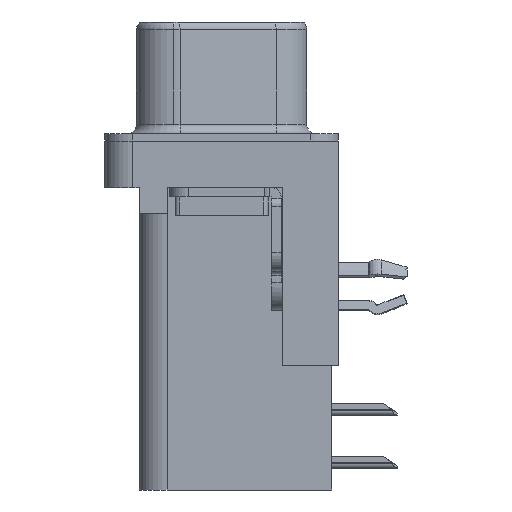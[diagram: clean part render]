
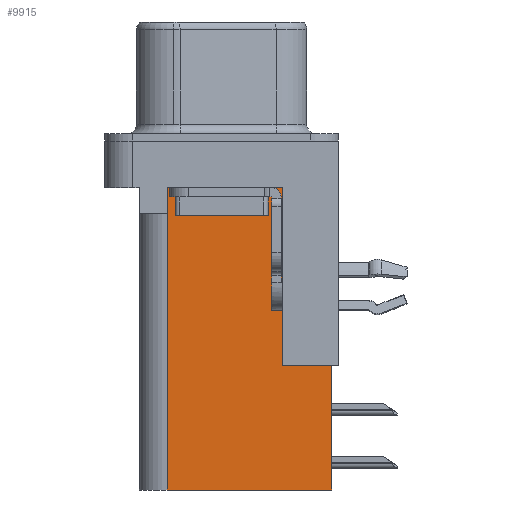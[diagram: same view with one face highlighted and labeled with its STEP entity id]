
A CAD part, left-side view. The second image highlights one B-rep face of the part: STEP entity #9915.
In plain terms, the highlighted planar face has unit normal (-1, 0, 0).
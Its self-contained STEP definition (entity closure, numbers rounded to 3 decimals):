
#386 = CARTESIAN_POINT ( 'NONE',  ( 3.79, -3.295, -18.76 ) ) ;
#731 = CARTESIAN_POINT ( 'NONE',  ( 3.79, -5.925, -2. ) ) ;
#897 = LINE ( 'NONE', #7648, #5478 ) ;
#1715 = CARTESIAN_POINT ( 'NONE',  ( 3.79, 2.925, -18.76 ) ) ;
#2043 = VECTOR ( 'NONE', #6931, 1000. ) ;
#2624 = EDGE_CURVE ( 'NONE', #21852, #23043, #8657, .T. ) ;
#3421 = VECTOR ( 'NONE', #22872, 1000. ) ;
#3470 = CARTESIAN_POINT ( 'NONE',  ( 3.79, -3.295, -12.05 ) ) ;
#3541 = LINE ( 'NONE', #731, #4229 ) ;
#3938 = LINE ( 'NONE', #7947, #20766 ) ;
#4229 = VECTOR ( 'NONE', #14032, 1000. ) ;
#5083 = CARTESIAN_POINT ( 'NONE',  ( 3.79, -3.295, -18.76 ) ) ;
#5478 = VECTOR ( 'NONE', #5693, 1000. ) ;
#5693 = DIRECTION ( 'NONE',  ( 0., 1., 0. ) ) ;
#5853 = ORIENTED_EDGE ( 'NONE', *, *, #2624, .T. ) ;
#6308 = VERTEX_POINT ( 'NONE', #17445 ) ;
#6512 = CARTESIAN_POINT ( 'NONE',  ( 3.79, 2.895, -3.9 ) ) ;
#6931 = DIRECTION ( 'NONE',  ( 0., 1., 0. ) ) ;
#6985 = VERTEX_POINT ( 'NONE', #22007 ) ;
#7340 = DIRECTION ( 'NONE',  ( 1., 0., 0. ) ) ;
#7525 = EDGE_CURVE ( 'NONE', #7761, #21852, #897, .T. ) ;
#7648 = CARTESIAN_POINT ( 'NONE',  ( 3.79, -6.295, -12.05 ) ) ;
#7724 = CARTESIAN_POINT ( 'NONE',  ( 3.79, -3.295, -2.5 ) ) ;
#7761 = VERTEX_POINT ( 'NONE', #11276 ) ;
#7763 = CARTESIAN_POINT ( 'NONE',  ( 3.79, 2.895, -2.5 ) ) ;
#7817 = ORIENTED_EDGE ( 'NONE', *, *, #14946, .T. ) ;
#7947 = CARTESIAN_POINT ( 'NONE',  ( 3.79, 0., -3.9 ) ) ;
#8034 = LINE ( 'NONE', #20601, #24730 ) ;
#8657 = LINE ( 'NONE', #386, #3421 ) ;
#9420 = EDGE_CURVE ( 'NONE', #26902, #6985, #3938, .T. ) ;
#9473 = VECTOR ( 'NONE', #18321, 1000. ) ;
#9598 = ORIENTED_EDGE ( 'NONE', *, *, #7525, .T. ) ;
#9915 = ADVANCED_FACE ( 'NONE', ( #10539 ), #18257, .F. ) ;
#10539 = FACE_OUTER_BOUND ( 'NONE', #18889, .T. ) ;
#11276 = CARTESIAN_POINT ( 'NONE',  ( 3.79, -5.925, -12.05 ) ) ;
#11728 = CARTESIAN_POINT ( 'NONE',  ( 3.79, 2.895, -3.9 ) ) ;
#11997 = ORIENTED_EDGE ( 'NONE', *, *, #15408, .F. ) ;
#13926 = EDGE_CURVE ( 'NONE', #23246, #6985, #15290, .T. ) ;
#13952 = EDGE_CURVE ( 'NONE', #7761, #6308, #3541, .T. ) ;
#14032 = DIRECTION ( 'NONE',  ( 0., 0., -1. ) ) ;
#14602 = VERTEX_POINT ( 'NONE', #7763 ) ;
#14946 = EDGE_CURVE ( 'NONE', #23043, #14602, #8034, .T. ) ;
#15290 = LINE ( 'NONE', #26888, #9473 ) ;
#15408 = EDGE_CURVE ( 'NONE', #6308, #23246, #19636, .T. ) ;
#17445 = CARTESIAN_POINT ( 'NONE',  ( 3.79, -5.925, -18.76 ) ) ;
#17824 = CARTESIAN_POINT ( 'NONE',  ( 3.79, -3.295, -18.76 ) ) ;
#18032 = ORIENTED_EDGE ( 'NONE', *, *, #9420, .T. ) ;
#18205 = EDGE_CURVE ( 'NONE', #14602, #26902, #20129, .T. ) ;
#18257 = PLANE ( 'NONE',  #26659 ) ;
#18321 = DIRECTION ( 'NONE',  ( 0., 0., 1. ) ) ;
#18460 = DIRECTION ( 'NONE',  ( 0., 1., 0. ) ) ;
#18889 = EDGE_LOOP ( 'NONE', ( #7817, #23076, #18032, #19991, #11997, #22923, #9598, #5853 ) ) ;
#19636 = LINE ( 'NONE', #17824, #2043 ) ;
#19991 = ORIENTED_EDGE ( 'NONE', *, *, #13926, .F. ) ;
#20129 = LINE ( 'NONE', #11728, #25210 ) ;
#20601 = CARTESIAN_POINT ( 'NONE',  ( 3.79, -3.295, -2.5 ) ) ;
#20766 = VECTOR ( 'NONE', #23210, 1000. ) ;
#21852 = VERTEX_POINT ( 'NONE', #3470 ) ;
#22007 = CARTESIAN_POINT ( 'NONE',  ( 3.79, 2.925, -3.9 ) ) ;
#22635 = DIRECTION ( 'NONE',  ( 0., 1., 0. ) ) ;
#22872 = DIRECTION ( 'NONE',  ( 0., 0., 1. ) ) ;
#22923 = ORIENTED_EDGE ( 'NONE', *, *, #13952, .F. ) ;
#23043 = VERTEX_POINT ( 'NONE', #7724 ) ;
#23076 = ORIENTED_EDGE ( 'NONE', *, *, #18205, .T. ) ;
#23210 = DIRECTION ( 'NONE',  ( 0., 1., 0. ) ) ;
#23246 = VERTEX_POINT ( 'NONE', #1715 ) ;
#24730 = VECTOR ( 'NONE', #18460, 1000. ) ;
#24739 = DIRECTION ( 'NONE',  ( 0., 0., -1. ) ) ;
#25210 = VECTOR ( 'NONE', #24739, 1000. ) ;
#26659 = AXIS2_PLACEMENT_3D ( 'NONE', #5083, #7340, #22635 ) ;
#26888 = CARTESIAN_POINT ( 'NONE',  ( 3.79, 2.925, -18.76 ) ) ;
#26902 = VERTEX_POINT ( 'NONE', #6512 ) ;
